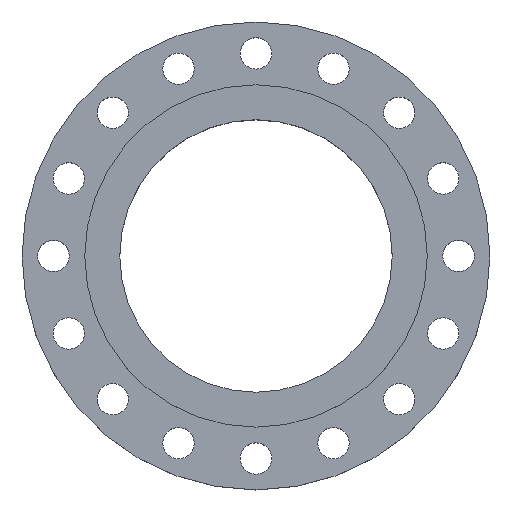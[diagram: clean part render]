
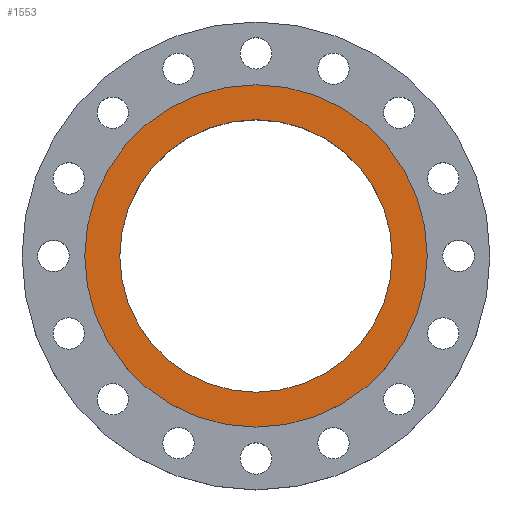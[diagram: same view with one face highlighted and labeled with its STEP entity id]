
A CAD part, top view. The second image highlights one B-rep face of the part: STEP entity #1553.
In plain terms, the highlighted planar face has unit normal (0, 0, 1).
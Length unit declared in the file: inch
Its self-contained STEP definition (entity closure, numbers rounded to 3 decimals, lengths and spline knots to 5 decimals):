
#181 = CARTESIAN_POINT ( 'NONE',  ( 5.969, 0., 0. ) ) ;
#205 = CIRCLE ( 'NONE', #1403, 7.5 ) ;
#212 = CARTESIAN_POINT ( 'NONE',  ( 0., 0., 0. ) ) ;
#308 = AXIS2_PLACEMENT_3D ( 'NONE', #331, #861, #347 ) ;
#331 = CARTESIAN_POINT ( 'NONE',  ( 0., 0., 0. ) ) ;
#347 = DIRECTION ( 'NONE',  ( 1., 0., 0. ) ) ;
#360 = FACE_BOUND ( 'NONE', #582, .T. ) ;
#446 = VERTEX_POINT ( 'NONE', #1538 ) ;
#469 = EDGE_CURVE ( 'NONE', #1495, #1683, #1366, .T. ) ;
#484 = PLANE ( 'NONE',  #706 ) ;
#515 = ORIENTED_EDGE ( 'NONE', *, *, #822, .T. ) ;
#554 = CARTESIAN_POINT ( 'NONE',  ( -5.969, 0., 0. ) ) ;
#582 = EDGE_LOOP ( 'NONE', ( #919, #1314 ) ) ;
#586 = EDGE_CURVE ( 'NONE', #1683, #1495, #1282, .T. ) ;
#616 = DIRECTION ( 'NONE',  ( -1., 0., 0. ) ) ;
#647 = ORIENTED_EDGE ( 'NONE', *, *, #1464, .T. ) ;
#706 = AXIS2_PLACEMENT_3D ( 'NONE', #1427, #1019, #616 ) ;
#822 = EDGE_CURVE ( 'NONE', #446, #1434, #1088, .T. ) ;
#836 = DIRECTION ( 'NONE',  ( 1., 0., 0. ) ) ;
#860 = AXIS2_PLACEMENT_3D ( 'NONE', #907, #1444, #1153 ) ;
#861 = DIRECTION ( 'NONE',  ( 0., 0., 1. ) ) ;
#869 = DIRECTION ( 'NONE',  ( 1., 0., 0. ) ) ;
#889 = FACE_OUTER_BOUND ( 'NONE', #1369, .T. ) ;
#907 = CARTESIAN_POINT ( 'NONE',  ( 0., 0., 0. ) ) ;
#919 = ORIENTED_EDGE ( 'NONE', *, *, #469, .F. ) ;
#1019 = DIRECTION ( 'NONE',  ( 0., 0., -1. ) ) ;
#1088 = CIRCLE ( 'NONE', #308, 7.5 ) ;
#1153 = DIRECTION ( 'NONE',  ( 1., 0., 0. ) ) ;
#1271 = CARTESIAN_POINT ( 'NONE',  ( 7.5, 0., 0. ) ) ;
#1282 = CIRCLE ( 'NONE', #860, 5.969 ) ;
#1314 = ORIENTED_EDGE ( 'NONE', *, *, #586, .F. ) ;
#1366 = CIRCLE ( 'NONE', #1567, 5.969 ) ;
#1369 = EDGE_LOOP ( 'NONE', ( #647, #515 ) ) ;
#1403 = AXIS2_PLACEMENT_3D ( 'NONE', #1543, #1686, #869 ) ;
#1427 = CARTESIAN_POINT ( 'NONE',  ( 0., 5.969, 0. ) ) ;
#1434 = VERTEX_POINT ( 'NONE', #1271 ) ;
#1444 = DIRECTION ( 'NONE',  ( 0., 0., 1. ) ) ;
#1464 = EDGE_CURVE ( 'NONE', #1434, #446, #205, .T. ) ;
#1495 = VERTEX_POINT ( 'NONE', #181 ) ;
#1538 = CARTESIAN_POINT ( 'NONE',  ( -7.5, 0., 0. ) ) ;
#1543 = CARTESIAN_POINT ( 'NONE',  ( 0., 0., 0. ) ) ;
#1553 = ADVANCED_FACE ( 'NONE', ( #360, #889 ), #484, .F. ) ;
#1567 = AXIS2_PLACEMENT_3D ( 'NONE', #212, #1675, #836 ) ;
#1675 = DIRECTION ( 'NONE',  ( 0., 0., 1. ) ) ;
#1683 = VERTEX_POINT ( 'NONE', #554 ) ;
#1686 = DIRECTION ( 'NONE',  ( 0., 0., 1. ) ) ;
